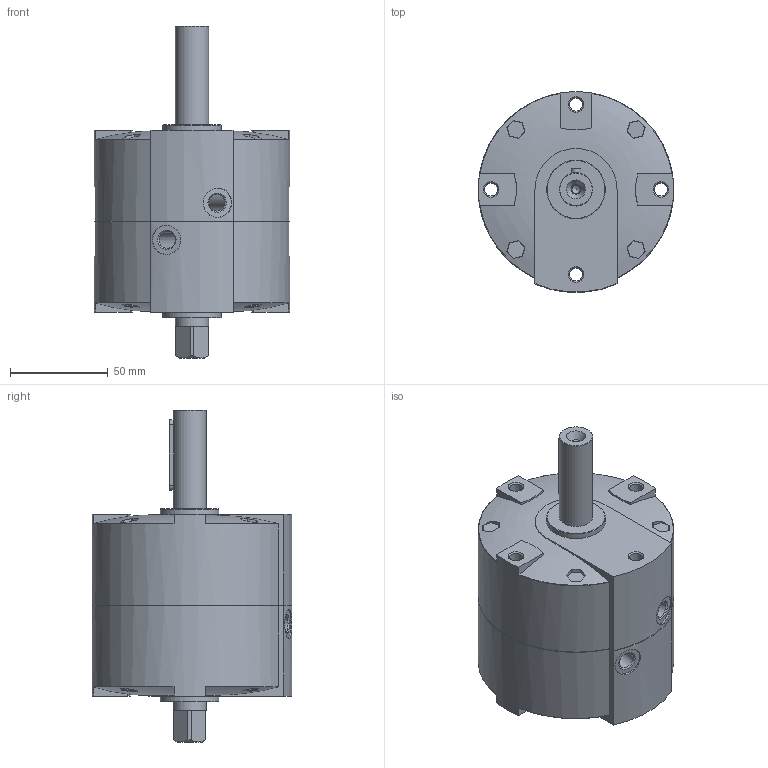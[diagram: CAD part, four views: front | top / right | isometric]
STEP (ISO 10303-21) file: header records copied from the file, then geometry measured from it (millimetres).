
FILE_DESCRIPTION(/* description */ ('STEP AP214'),/* implementation_level */ '2;1');
FILE_NAME(/* name */ '2536501_DRVS-40-270-P-EX4',/* time_stamp */ '2024-08-21T03:16:39+02:00',/* author */ ('License CC BY-ND 4.0'),/* organization */ ('CADENAS'),/* preprocessor_version */ 'ST-DEVELOPER v19.3',/* originating_system */ 'PARTsolutions',/* authorisation */ ' ');
FILE_SCHEMA (('AUTOMOTIVE_DESIGN {1 0 10303 214 3 1 1}'));
Length unit declared in the file: millimetre
Products named in the file (3): 2536501 DRVS-40-270-P-EX4--(135); 2536501 DRVS-40-2700-P-EX4_gehaeuse; 2536501 DRVS-40-270-P-EX4--(135)_welle
Assembly tree (2 placements, depth 2):
  2536501 DRVS-40-270-P-EX4--(135)
    2536501 DRVS-40-2700-P-EX4_gehaeuse
    2536501 DRVS-40-270-P-EX4--(135)_welle
Bounding box: 99.99 x 102.38 x 170 mm (x, y, z)
Volume: 708560.7 mm3; surface area: 84249.5 mm2
Topology: 2 solids, 3 shells, 288 faces, 699 edges, 455 vertices
Faces by surface type: plane 177, cylinder 73, cone 23, torus 15
Full cylindrical faces by diameter (mm): 4.134 x1, 6.647 x8, 8 x8, 8.566 x2, 15 x2, 17 x4, 30 x2
Entity records: 8309 total; most frequent: CARTESIAN_POINT 1811, ORIENTED_EDGE 1280, DIRECTION 1260, EDGE_CURVE 640, AXIS2_PLACEMENT_3D 452, VERTEX_POINT 447, FACE_BOUND 387, EDGE_LOOP 386
